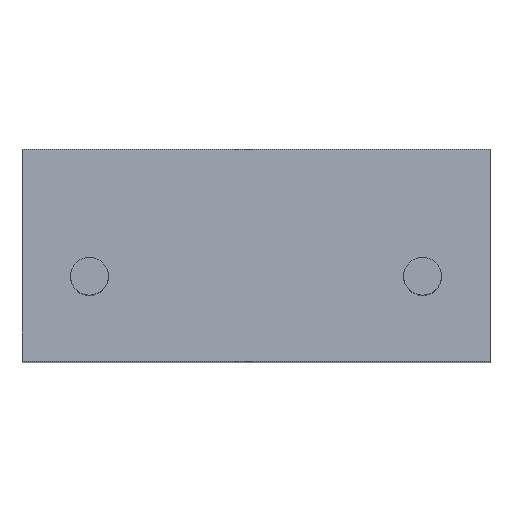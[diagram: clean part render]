
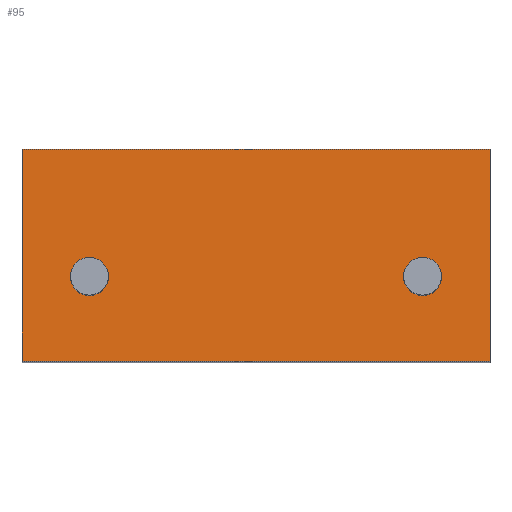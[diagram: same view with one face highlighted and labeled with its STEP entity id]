
A CAD part, top view. The second image highlights one B-rep face of the part: STEP entity #95.
In plain terms, the highlighted planar face has unit normal (0, 0.052, 0.999).
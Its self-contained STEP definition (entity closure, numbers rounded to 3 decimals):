
#10 = ORIENTED_EDGE ( 'NONE', *, *, #230, .F. ) ;
#11 = CARTESIAN_POINT ( 'NONE',  ( 29.896, -3.869, 4.207 ) ) ;
#15 = CARTESIAN_POINT ( 'NONE',  ( 42., -19., 5. ) ) ;
#17 = DIRECTION ( 'NONE',  ( 1., 0., 0. ) ) ;
#18 = VERTEX_POINT ( 'NONE', #284 ) ;
#25 = FACE_OUTER_BOUND ( 'NONE', #272, .T. ) ;
#27 = LINE ( 'NONE', #30, #183 ) ;
#30 = CARTESIAN_POINT ( 'NONE',  ( -42., 19., 3.009 ) ) ;
#42 = CARTESIAN_POINT ( 'NONE',  ( 42., -19., 5. ) ) ;
#45 = ORIENTED_EDGE ( 'NONE', *, *, #273, .T. ) ;
#48 = ORIENTED_EDGE ( 'NONE', *, *, #321, .F. ) ;
#50 = EDGE_CURVE ( 'NONE', #251, #241, #134, .T. ) ;
#57 = AXIS2_PLACEMENT_3D ( 'NONE', #65, #149, #63 ) ;
#62 = AXIS2_PLACEMENT_3D ( 'NONE', #200, #146, #234 ) ;
#63 = DIRECTION ( 'NONE',  ( 0., 0.999, -0.052 ) ) ;
#65 = CARTESIAN_POINT ( 'NONE',  ( 29.896, -3.869, 4.207 ) ) ;
#71 = CARTESIAN_POINT ( 'NONE',  ( -42., -19., 5. ) ) ;
#73 = DIRECTION ( 'NONE',  ( 0., 0.999, -0.052 ) ) ;
#78 = AXIS2_PLACEMENT_3D ( 'NONE', #344, #168, #223 ) ;
#95 = ADVANCED_FACE ( 'NONE', ( #233, #177, #25 ), #260, .F. ) ;
#98 = CARTESIAN_POINT ( 'NONE',  ( 29.896, -0.473, 4.029 ) ) ;
#108 = CIRCLE ( 'NONE', #312, 3.4 ) ;
#109 = VECTOR ( 'NONE', #17, 1000. ) ;
#123 = CARTESIAN_POINT ( 'NONE',  ( -29.896, -3.869, 4.207 ) ) ;
#134 = CIRCLE ( 'NONE', #78, 3.4 ) ;
#146 = DIRECTION ( 'NONE',  ( 0., -0.052, -0.999 ) ) ;
#149 = DIRECTION ( 'NONE',  ( 0., 0.052, 0.999 ) ) ;
#156 = VERTEX_POINT ( 'NONE', #322 ) ;
#157 = CARTESIAN_POINT ( 'NONE',  ( 42., 19., 3.009 ) ) ;
#161 = DIRECTION ( 'NONE',  ( 0., -0.999, 0.052 ) ) ;
#168 = DIRECTION ( 'NONE',  ( 0., 0.052, 0.999 ) ) ;
#175 = DIRECTION ( 'NONE',  ( 1., 0., 0. ) ) ;
#177 = FACE_BOUND ( 'NONE', #361, .T. ) ;
#180 = DIRECTION ( 'NONE',  ( 0., 0.052, 0.999 ) ) ;
#181 = CARTESIAN_POINT ( 'NONE',  ( -29.896, -0.473, 4.029 ) ) ;
#183 = VECTOR ( 'NONE', #175, 1000. ) ;
#189 = ORIENTED_EDGE ( 'NONE', *, *, #348, .T. ) ;
#191 = CARTESIAN_POINT ( 'NONE',  ( -29.896, -7.264, 4.385 ) ) ;
#192 = VERTEX_POINT ( 'NONE', #202 ) ;
#198 = EDGE_CURVE ( 'NONE', #156, #335, #27, .T. ) ;
#200 = CARTESIAN_POINT ( 'NONE',  ( 0., -0.026, 4.006 ) ) ;
#201 = VECTOR ( 'NONE', #308, 1000. ) ;
#202 = CARTESIAN_POINT ( 'NONE',  ( 29.896, -7.264, 4.385 ) ) ;
#211 = CARTESIAN_POINT ( 'NONE',  ( -42., -19., 5. ) ) ;
#214 = ORIENTED_EDGE ( 'NONE', *, *, #237, .F. ) ;
#223 = DIRECTION ( 'NONE',  ( 0., 0.999, -0.052 ) ) ;
#226 = AXIS2_PLACEMENT_3D ( 'NONE', #11, #304, #73 ) ;
#230 = EDGE_CURVE ( 'NONE', #192, #346, #364, .T. ) ;
#233 = FACE_BOUND ( 'NONE', #262, .T. ) ;
#234 = DIRECTION ( 'NONE',  ( -1., 0., 0. ) ) ;
#237 = EDGE_CURVE ( 'NONE', #241, #251, #108, .T. ) ;
#241 = VERTEX_POINT ( 'NONE', #181 ) ;
#251 = VERTEX_POINT ( 'NONE', #191 ) ;
#260 = PLANE ( 'NONE',  #62 ) ;
#262 = EDGE_LOOP ( 'NONE', ( #48, #10 ) ) ;
#272 = EDGE_LOOP ( 'NONE', ( #189, #279, #45, #340 ) ) ;
#273 = EDGE_CURVE ( 'NONE', #368, #335, #301, .T. ) ;
#277 = LINE ( 'NONE', #211, #377 ) ;
#279 = ORIENTED_EDGE ( 'NONE', *, *, #350, .T. ) ;
#284 = CARTESIAN_POINT ( 'NONE',  ( -42., -19., 5. ) ) ;
#294 = CIRCLE ( 'NONE', #226, 3.4 ) ;
#296 = DIRECTION ( 'NONE',  ( 0., 0.999, -0.052 ) ) ;
#301 = LINE ( 'NONE', #42, #201 ) ;
#304 = DIRECTION ( 'NONE',  ( 0., 0.052, 0.999 ) ) ;
#308 = DIRECTION ( 'NONE',  ( 0., 0.999, -0.052 ) ) ;
#310 = ORIENTED_EDGE ( 'NONE', *, *, #50, .F. ) ;
#312 = AXIS2_PLACEMENT_3D ( 'NONE', #123, #180, #296 ) ;
#321 = EDGE_CURVE ( 'NONE', #346, #192, #294, .T. ) ;
#322 = CARTESIAN_POINT ( 'NONE',  ( -42., 19., 3.009 ) ) ;
#333 = LINE ( 'NONE', #71, #109 ) ;
#335 = VERTEX_POINT ( 'NONE', #157 ) ;
#340 = ORIENTED_EDGE ( 'NONE', *, *, #198, .F. ) ;
#344 = CARTESIAN_POINT ( 'NONE',  ( -29.896, -3.869, 4.207 ) ) ;
#346 = VERTEX_POINT ( 'NONE', #98 ) ;
#348 = EDGE_CURVE ( 'NONE', #156, #18, #277, .T. ) ;
#350 = EDGE_CURVE ( 'NONE', #18, #368, #333, .T. ) ;
#361 = EDGE_LOOP ( 'NONE', ( #214, #310 ) ) ;
#364 = CIRCLE ( 'NONE', #57, 3.4 ) ;
#368 = VERTEX_POINT ( 'NONE', #15 ) ;
#377 = VECTOR ( 'NONE', #161, 1000. ) ;
